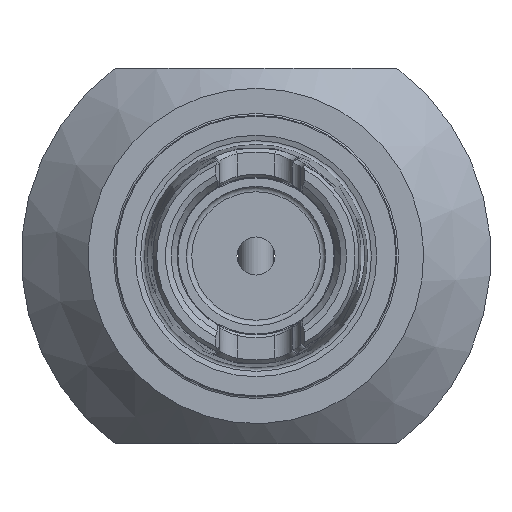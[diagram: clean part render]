
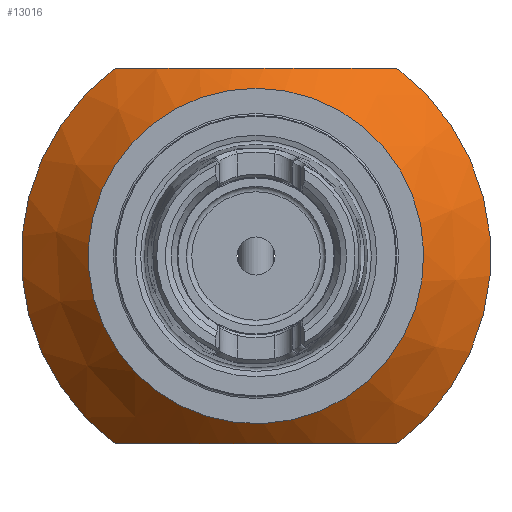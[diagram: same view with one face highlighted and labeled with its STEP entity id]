
A CAD part, left-side view. The second image highlights one B-rep face of the part: STEP entity #13016.
In plain terms, the highlighted conical face has half-angle 45 degrees and reference radius 37.5 mm.
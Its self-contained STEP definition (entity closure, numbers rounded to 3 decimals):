
#149 = CIRCLE ( 'NONE', #5341, 52.5 ) ;
#397 = CARTESIAN_POINT ( 'NONE',  ( 35.57, 29.117, -42. ) ) ;
#509 = CARTESIAN_POINT ( 'NONE',  ( 37., -31.5, -42. ) ) ;
#546 = CIRCLE ( 'NONE', #7728, 52.5 ) ;
#594 = CARTESIAN_POINT ( 'NONE',  ( 27.19, 7.674, -42. ) ) ;
#606 = VERTEX_POINT ( 'NONE', #4772 ) ;
#641 = CARTESIAN_POINT ( 'NONE',  ( 27.609, -9.74, 42. ) ) ;
#912 = EDGE_CURVE ( 'NONE', #11249, #11249, #3006, .T. ) ;
#1639 = ORIENTED_EDGE ( 'NONE', *, *, #17710, .T. ) ;
#1802 = CARTESIAN_POINT ( 'NONE',  ( 30.624, 19.073, -42. ) ) ;
#1813 = DIRECTION ( 'NONE',  ( 1., 0., 0. ) ) ;
#1919 = DIRECTION ( 'NONE',  ( 0., 0., 1. ) ) ;
#1928 = CARTESIAN_POINT ( 'NONE',  ( 28.695, -13.816, -42. ) ) ;
#2046 = CARTESIAN_POINT ( 'NONE',  ( 29.131, -15.145, 42. ) ) ;
#2097 = CARTESIAN_POINT ( 'NONE',  ( 27.94, -11.112, 42. ) ) ;
#2231 = CARTESIAN_POINT ( 'NONE',  ( 29.847, 17.11, 42. ) ) ;
#2291 = CARTESIAN_POINT ( 'NONE',  ( 27.458, -9.048, 42. ) ) ;
#2867 = DIRECTION ( 'NONE',  ( -1., 0., 0. ) ) ;
#3006 = CIRCLE ( 'NONE', #6406, 37.5 ) ;
#3283 = CARTESIAN_POINT ( 'NONE',  ( 37., 0., 0. ) ) ;
#3296 = CARTESIAN_POINT ( 'NONE',  ( 26.568, 2.775, -42. ) ) ;
#3452 = B_SPLINE_CURVE_WITH_KNOTS ( 'NONE', 3,
 ( #6321, #4750, #10311, #4693, #10384, #6208, #7761, #16218, #1928, #11797, #7688, #11984, #17679, #16273, #9068, #9189, #3296, #13382, #17433, #14599, #594, #10448, #16146, #16022, #14670, #1802, #8939, #14852, #7619, #14729, #397, #11732 ),
 .UNSPECIFIED., .F., .F.,
 ( 4, 2, 2, 2, 2, 2, 2, 2, 2, 2, 2, 2, 2, 2, 2, 4 ),
 ( 0.058, 0.062, 0.066, 0.074, 0.078, 0.081, 0.083, 0.091, 0.095, 0.097, 0.099, 0.108, 0.11, 0.112, 0.116, 0.124 ),
 .UNSPECIFIED. ) ;
#3534 = CARTESIAN_POINT ( 'NONE',  ( 28.119, -11.792, 42. ) ) ;
#4031 = VERTEX_POINT ( 'NONE', #9863 ) ;
#4313 = DIRECTION ( 'NONE',  ( 0., 0., 1. ) ) ;
#4576 = EDGE_LOOP ( 'NONE', ( #6509, #1639, #14166, #6919 ) ) ;
#4693 = CARTESIAN_POINT ( 'NONE',  ( 34.217, -26.623, -42. ) ) ;
#4750 = CARTESIAN_POINT ( 'NONE',  ( 36.279, -30.298, -42. ) ) ;
#4772 = CARTESIAN_POINT ( 'NONE',  ( 37., 31.5, 42. ) ) ;
#4976 = CARTESIAN_POINT ( 'NONE',  ( 30.565, -19.078, 42. ) ) ;
#5083 = CARTESIAN_POINT ( 'NONE',  ( 33.563, -25.384, 42. ) ) ;
#5341 = AXIS2_PLACEMENT_3D ( 'NONE', #3283, #6061, #1919 ) ;
#5818 = VERTEX_POINT ( 'NONE', #6671 ) ;
#6061 = DIRECTION ( 'NONE',  ( -1., 0., 0. ) ) ;
#6128 = CARTESIAN_POINT ( 'NONE',  ( 37., 31.5, 42. ) ) ;
#6208 = CARTESIAN_POINT ( 'NONE',  ( 31.693, -21.63, -42. ) ) ;
#6276 = AXIS2_PLACEMENT_3D ( 'NONE', #8828, #1813, #11740 ) ;
#6321 = CARTESIAN_POINT ( 'NONE',  ( 37., -31.5, -42. ) ) ;
#6406 = AXIS2_PLACEMENT_3D ( 'NONE', #17075, #15660, #14229 ) ;
#6509 = ORIENTED_EDGE ( 'NONE', *, *, #12356, .F. ) ;
#6671 = CARTESIAN_POINT ( 'NONE',  ( 37., -31.5, 42. ) ) ;
#6919 = ORIENTED_EDGE ( 'NONE', *, *, #15288, .T. ) ;
#7358 = CARTESIAN_POINT ( 'NONE',  ( 32.34, 22.932, 42. ) ) ;
#7550 = CARTESIAN_POINT ( 'NONE',  ( 35.57, 29.117, 42. ) ) ;
#7619 = CARTESIAN_POINT ( 'NONE',  ( 32.34, 22.932, -42. ) ) ;
#7688 = CARTESIAN_POINT ( 'NONE',  ( 27.94, -11.112, -42. ) ) ;
#7728 = AXIS2_PLACEMENT_3D ( 'NONE', #11373, #2867, #4313 ) ;
#7761 = CARTESIAN_POINT ( 'NONE',  ( 30.565, -19.078, -42. ) ) ;
#8828 = CARTESIAN_POINT ( 'NONE',  ( 22., 0., 0. ) ) ;
#8939 = CARTESIAN_POINT ( 'NONE',  ( 30.897, 19.725, -42. ) ) ;
#9068 = CARTESIAN_POINT ( 'NONE',  ( 26.501, -2.813, -42. ) ) ;
#9121 = CARTESIAN_POINT ( 'NONE',  ( 37., -31.5, 42. ) ) ;
#9189 = CARTESIAN_POINT ( 'NONE',  ( 26.499, 1.375, -42. ) ) ;
#9239 = CARTESIAN_POINT ( 'NONE',  ( 26.501, -2.813, 42. ) ) ;
#9309 = CARTESIAN_POINT ( 'NONE',  ( 26.499, 1.375, 42. ) ) ;
#9863 = CARTESIAN_POINT ( 'NONE',  ( 37., 31.5, -42. ) ) ;
#10311 = CARTESIAN_POINT ( 'NONE',  ( 35.574, -29.08, -42. ) ) ;
#10318 = EDGE_LOOP ( 'NONE', ( #11364 ) ) ;
#10384 = CARTESIAN_POINT ( 'NONE',  ( 33.563, -25.384, -42. ) ) ;
#10448 = CARTESIAN_POINT ( 'NONE',  ( 27.863, 11.122, -42. ) ) ;
#10626 = CARTESIAN_POINT ( 'NONE',  ( 30.897, 19.725, 42. ) ) ;
#10751 = CARTESIAN_POINT ( 'NONE',  ( 30.099, 17.766, 42. ) ) ;
#11249 = VERTEX_POINT ( 'NONE', #11547 ) ;
#11364 = ORIENTED_EDGE ( 'NONE', *, *, #912, .F. ) ;
#11366 = CONICAL_SURFACE ( 'NONE', #6276, 37.5, 0.785 ) ;
#11373 = CARTESIAN_POINT ( 'NONE',  ( 37., 0., 0. ) ) ;
#11547 = CARTESIAN_POINT ( 'NONE',  ( 22., 0., 37.5 ) ) ;
#11732 = CARTESIAN_POINT ( 'NONE',  ( 37., 31.5, -42. ) ) ;
#11740 = DIRECTION ( 'NONE',  ( 0., 0., -1. ) ) ;
#11797 = CARTESIAN_POINT ( 'NONE',  ( 28.119, -11.792, -42. ) ) ;
#11971 = CARTESIAN_POINT ( 'NONE',  ( 27.071, 6.981, 42. ) ) ;
#11984 = CARTESIAN_POINT ( 'NONE',  ( 27.609, -9.74, -42. ) ) ;
#12039 = CARTESIAN_POINT ( 'NONE',  ( 26.784, -5.591, 42. ) ) ;
#12095 = CARTESIAN_POINT ( 'NONE',  ( 30.624, 19.073, 42. ) ) ;
#12167 = CARTESIAN_POINT ( 'NONE',  ( 28.695, -13.816, 42. ) ) ;
#12232 = CARTESIAN_POINT ( 'NONE',  ( 26.864, 5.584, 42. ) ) ;
#12277 = FACE_OUTER_BOUND ( 'NONE', #4576, .T. ) ;
#12356 = EDGE_CURVE ( 'NONE', #13685, #4031, #3452, .T. ) ;
#13016 = ADVANCED_FACE ( 'NONE', ( #12277, #15155 ), #11366, .T. ) ;
#13373 = CARTESIAN_POINT ( 'NONE',  ( 34.214, 26.686, 42. ) ) ;
#13382 = CARTESIAN_POINT ( 'NONE',  ( 26.777, 4.88, -42. ) ) ;
#13431 = CARTESIAN_POINT ( 'NONE',  ( 26.568, 2.775, 42. ) ) ;
#13492 = CARTESIAN_POINT ( 'NONE',  ( 27.863, 11.122, 42. ) ) ;
#13554 = CARTESIAN_POINT ( 'NONE',  ( 26.777, 4.88, 42. ) ) ;
#13685 = VERTEX_POINT ( 'NONE', #509 ) ;
#14166 = ORIENTED_EDGE ( 'NONE', *, *, #15364, .F. ) ;
#14229 = DIRECTION ( 'NONE',  ( 0., 0., 1. ) ) ;
#14599 = CARTESIAN_POINT ( 'NONE',  ( 27.071, 6.981, -42. ) ) ;
#14670 = CARTESIAN_POINT ( 'NONE',  ( 30.099, 17.766, -42. ) ) ;
#14729 = CARTESIAN_POINT ( 'NONE',  ( 34.214, 26.686, -42. ) ) ;
#14776 = CARTESIAN_POINT ( 'NONE',  ( 31.693, -21.63, 42. ) ) ;
#14852 = CARTESIAN_POINT ( 'NONE',  ( 31.743, 21.662, -42. ) ) ;
#14910 = CARTESIAN_POINT ( 'NONE',  ( 35.574, -29.08, 42. ) ) ;
#15155 = FACE_BOUND ( 'NONE', #10318, .T. ) ;
#15288 = EDGE_CURVE ( 'NONE', #606, #4031, #149, .T. ) ;
#15364 = EDGE_CURVE ( 'NONE', #606, #5818, #18301, .T. ) ;
#15660 = DIRECTION ( 'NONE',  ( -1., 0., 0. ) ) ;
#16022 = CARTESIAN_POINT ( 'NONE',  ( 29.847, 17.11, -42. ) ) ;
#16146 = CARTESIAN_POINT ( 'NONE',  ( 28.644, 13.812, -42. ) ) ;
#16218 = CARTESIAN_POINT ( 'NONE',  ( 29.131, -15.145, -42. ) ) ;
#16266 = CARTESIAN_POINT ( 'NONE',  ( 34.217, -26.623, 42. ) ) ;
#16273 = CARTESIAN_POINT ( 'NONE',  ( 26.784, -5.591, -42. ) ) ;
#16453 = CARTESIAN_POINT ( 'NONE',  ( 27.19, 7.674, 42. ) ) ;
#17075 = CARTESIAN_POINT ( 'NONE',  ( 22., 0., 0. ) ) ;
#17299 = CARTESIAN_POINT ( 'NONE',  ( 31.743, 21.662, 42. ) ) ;
#17433 = CARTESIAN_POINT ( 'NONE',  ( 26.864, 5.584, -42. ) ) ;
#17679 = CARTESIAN_POINT ( 'NONE',  ( 27.458, -9.048, -42. ) ) ;
#17710 = EDGE_CURVE ( 'NONE', #13685, #5818, #546, .T. ) ;
#17739 = CARTESIAN_POINT ( 'NONE',  ( 36.279, -30.298, 42. ) ) ;
#17852 = CARTESIAN_POINT ( 'NONE',  ( 28.644, 13.812, 42. ) ) ;
#18301 = B_SPLINE_CURVE_WITH_KNOTS ( 'NONE', 3,
 ( #6128, #7550, #13373, #7358, #17299, #10626, #12095, #10751, #2231, #17852, #13492, #16453, #11971, #12232, #13554, #13431, #9309, #9239, #12039, #2291, #641, #2097, #3534, #12167, #2046, #4976, #14776, #5083, #16266, #14910, #17739, #9121 ),
 .UNSPECIFIED., .F., .F.,
 ( 4, 2, 2, 2, 2, 2, 2, 2, 2, 2, 2, 2, 2, 2, 2, 4 ),
 ( 0.034, 0.043, 0.047, 0.049, 0.051, 0.059, 0.061, 0.063, 0.068, 0.076, 0.078, 0.08, 0.084, 0.093, 0.097, 0.101 ),
 .UNSPECIFIED. ) ;
